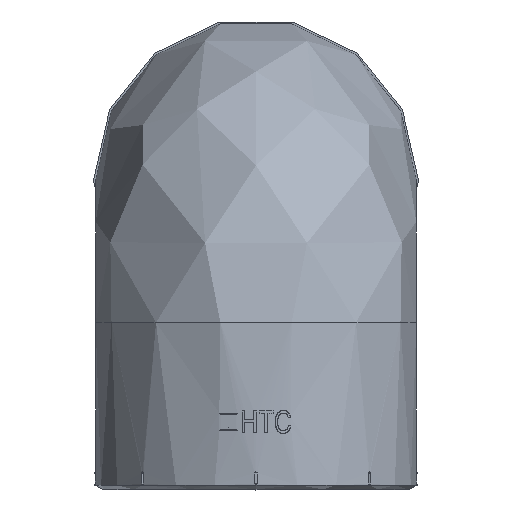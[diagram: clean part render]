
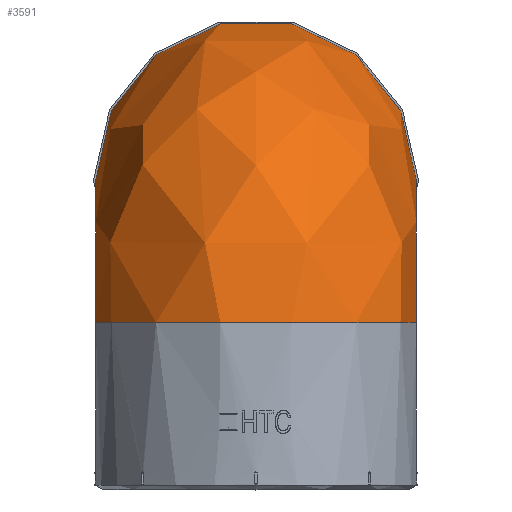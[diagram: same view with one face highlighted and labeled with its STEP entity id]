
A CAD part, top view. The second image highlights one B-rep face of the part: STEP entity #3591.
In plain terms, the highlighted free-form (B-spline) face has degree [4, 3] with [8, 9] control points.
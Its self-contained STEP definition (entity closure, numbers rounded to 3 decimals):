
#91=(
BOUNDED_SURFACE()
B_SPLINE_SURFACE(4,3,((#49963,#49964,#49965,#49966,#49967,#49968,#49969,
#49970,#49971),(#49972,#49973,#49974,#49975,#49976,#49977,#49978,#49979,
#49980),(#49981,#49982,#49983,#49984,#49985,#49986,#49987,#49988,#49989),
(#49990,#49991,#49992,#49993,#49994,#49995,#49996,#49997,#49998),(#49999,
#50000,#50001,#50002,#50003,#50004,#50005,#50006,#50007),(#50008,#50009,
#50010,#50011,#50012,#50013,#50014,#50015,#50016),(#50017,#50018,#50019,
#50020,#50021,#50022,#50023,#50024,#50025),(#50026,#50027,#50028,#50029,
#50030,#50031,#50032,#50033,#50034)),.UNSPECIFIED.,.F.,.F.,.F.)
B_SPLINE_SURFACE_WITH_KNOTS((5,3,5),(4,1,1,1,1,1,4),(0.,0.5,1.),(0.,0.223,
0.347,0.5,0.622,0.777,
1.),.UNSPECIFIED.)
GEOMETRIC_REPRESENTATION_ITEM()
RATIONAL_B_SPLINE_SURFACE(((1.017,1.017,1.017,
1.017,1.017,1.017,1.017,1.017,
1.017),(1.017,1.017,1.017,1.017,
1.017,1.017,1.017,1.017,1.017),
(0.958,0.958,0.958,0.958,
0.958,0.958,0.958,0.958,0.958),
(1.017,1.017,1.017,1.017,1.017,
1.017,1.017,1.017,1.017),(1.017,
1.017,1.017,1.017,1.017,1.017,
1.017,1.017,1.017),(0.958,0.958,
0.958,0.958,0.958,0.958,
0.958,0.958,0.958),(1.017,
1.017,1.017,1.017,1.017,1.017,
1.017,1.017,1.017),(1.017,1.017,
1.017,1.017,1.017,1.017,1.017,
1.017,1.017)))
REPRESENTATION_ITEM('')
SURFACE()
);
#1640=(
BOUNDED_CURVE()
B_SPLINE_CURVE(3,(#49239,#49240,#49241,#49242,#49243,#49244,#49245,#49246,
#49247),.UNSPECIFIED.,.F.,.F.)
B_SPLINE_CURVE_WITH_KNOTS((4,1,1,1,1,1,4),(0.,0.223,0.378,
0.5,0.653,0.777,1.),.UNSPECIFIED.)
CURVE()
GEOMETRIC_REPRESENTATION_ITEM()
RATIONAL_B_SPLINE_CURVE((1.017,1.017,1.017,
1.017,1.017,1.017,1.017,1.017,
1.017))
REPRESENTATION_ITEM('')
);
#1641=(
BOUNDED_CURVE()
B_SPLINE_CURVE(3,(#49285,#49286,#49287,#49288,#49289,#49290,#49291,#49292,
#49293),.UNSPECIFIED.,.F.,.F.)
B_SPLINE_CURVE_WITH_KNOTS((4,1,1,1,1,1,4),(0.,0.223,0.347,
0.5,0.622,0.777,1.),.UNSPECIFIED.)
CURVE()
GEOMETRIC_REPRESENTATION_ITEM()
RATIONAL_B_SPLINE_CURVE((1.017,1.017,1.017,
1.017,1.017,1.017,1.017,1.017,
1.017))
REPRESENTATION_ITEM('')
);
#1801=FACE_OUTER_BOUND('',#5684,.T.);
#3591=ADVANCED_FACE('',(#1801),#91,.T.);
#5684=EDGE_LOOP('',(#15517,#15518,#15519,#15520));
#15517=ORIENTED_EDGE('',*,*,#29319,.T.);
#15518=ORIENTED_EDGE('',*,*,#29321,.T.);
#15519=ORIENTED_EDGE('',*,*,#29317,.T.);
#15520=ORIENTED_EDGE('',*,*,#29196,.F.);
#25759=VERTEX_POINT('',#48324);
#25760=VERTEX_POINT('',#48325);
#25860=VERTEX_POINT('',#49248);
#25861=VERTEX_POINT('',#49284);
#29196=EDGE_CURVE('',#25759,#25760,#33273,.T.);
#29317=EDGE_CURVE('',#25860,#25760,#1640,.T.);
#29319=EDGE_CURVE('',#25759,#25861,#1641,.T.);
#29321=EDGE_CURVE('',#25861,#25860,#33326,.T.);
#33273=CIRCLE('',#34537,36.5);
#33326=CIRCLE('',#34602,36.5);
#34537=AXIS2_PLACEMENT_3D('',#48323,#39197,#39198);
#34602=AXIS2_PLACEMENT_3D('',#49961,#39357,#39358);
#39197=DIRECTION('',(0.,-1.,0.));
#39198=DIRECTION('',(0.,0.,1.));
#39357=DIRECTION('',(0.,0.,1.));
#39358=DIRECTION('',(-1.,0.,0.));
#48323=CARTESIAN_POINT('',(0.,-138.235,-713.65));
#48324=CARTESIAN_POINT('',(36.5,-138.235,-713.65));
#48325=CARTESIAN_POINT('',(-36.5,-138.235,-713.65));
#49239=CARTESIAN_POINT('',(-36.5,-105.735,-746.15));
#49240=CARTESIAN_POINT('',(-36.5,-105.734,-742.316));
#49241=CARTESIAN_POINT('',(-36.5,-106.868,-735.913));
#49242=CARTESIAN_POINT('',(-36.5,-110.771,-728.289));
#49243=CARTESIAN_POINT('',(-36.5,-115.449,-722.621));
#49244=CARTESIAN_POINT('',(-36.5,-120.823,-718.398));
#49245=CARTESIAN_POINT('',(-36.5,-128.513,-714.693));
#49246=CARTESIAN_POINT('',(-36.5,-134.411,-713.647));
#49247=CARTESIAN_POINT('',(-36.5,-138.235,-713.65));
#49248=CARTESIAN_POINT('',(-36.5,-105.735,-746.15));
#49284=CARTESIAN_POINT('',(36.5,-105.735,-746.15));
#49285=CARTESIAN_POINT('',(36.5,-138.235,-713.65));
#49286=CARTESIAN_POINT('',(36.5,-134.411,-713.647));
#49287=CARTESIAN_POINT('',(36.5,-128.513,-714.693));
#49288=CARTESIAN_POINT('',(36.5,-120.823,-718.398));
#49289=CARTESIAN_POINT('',(36.5,-115.449,-722.621));
#49290=CARTESIAN_POINT('',(36.5,-110.771,-728.289));
#49291=CARTESIAN_POINT('',(36.5,-106.868,-735.913));
#49292=CARTESIAN_POINT('',(36.5,-105.734,-742.316));
#49293=CARTESIAN_POINT('',(36.5,-105.735,-746.15));
#49961=CARTESIAN_POINT('',(0.,-105.735,-746.15));
#49963=CARTESIAN_POINT('',(-36.5,-138.235,-713.65));
#49964=CARTESIAN_POINT('',(-36.5,-134.411,-713.647));
#49965=CARTESIAN_POINT('',(-36.5,-128.513,-714.693));
#49966=CARTESIAN_POINT('',(-36.5,-120.823,-718.398));
#49967=CARTESIAN_POINT('',(-36.5,-115.449,-722.621));
#49968=CARTESIAN_POINT('',(-36.5,-110.771,-728.289));
#49969=CARTESIAN_POINT('',(-36.5,-106.868,-735.913));
#49970=CARTESIAN_POINT('',(-36.5,-105.734,-742.316));
#49971=CARTESIAN_POINT('',(-36.5,-105.735,-746.15));
#49972=CARTESIAN_POINT('',(-36.5,-138.235,-700.745));
#49973=CARTESIAN_POINT('',(-36.5,-132.923,-700.739));
#49974=CARTESIAN_POINT('',(-36.5,-124.652,-702.203));
#49975=CARTESIAN_POINT('',(-36.5,-113.896,-707.39));
#49976=CARTESIAN_POINT('',(-36.5,-106.401,-713.28));
#49977=CARTESIAN_POINT('',(-36.5,-99.877,-721.184));
#49978=CARTESIAN_POINT('',(-36.5,-94.415,-731.845));
#49979=CARTESIAN_POINT('',(-36.5,-92.826,-740.824));
#49980=CARTESIAN_POINT('',(-36.5,-92.83,-746.15));
#49981=CARTESIAN_POINT('',(-30.048,-138.235,-683.602));
#49982=CARTESIAN_POINT('',(-30.048,-130.947,-683.591));
#49983=CARTESIAN_POINT('',(-30.048,-119.523,-685.612));
#49984=CARTESIAN_POINT('',(-30.048,-104.695,-692.767));
#49985=CARTESIAN_POINT('',(-30.048,-94.381,-700.871));
#49986=CARTESIAN_POINT('',(-30.048,-85.405,-711.745));
#49987=CARTESIAN_POINT('',(-30.048,-77.872,-726.441));
#49988=CARTESIAN_POINT('',(-30.048,-75.68,-738.843));
#49989=CARTESIAN_POINT('',(-30.048,-75.687,-746.15));
#49990=CARTESIAN_POINT('',(-12.905,-138.235,-677.15));
#49991=CARTESIAN_POINT('',(-12.905,-130.203,-677.137));
#49992=CARTESIAN_POINT('',(-12.905,-117.593,-679.367));
#49993=CARTESIAN_POINT('',(-12.905,-101.231,-687.263));
#49994=CARTESIAN_POINT('',(-12.905,-89.857,-696.201));
#49995=CARTESIAN_POINT('',(-12.905,-79.958,-708.193));
#49996=CARTESIAN_POINT('',(-12.905,-71.645,-724.407));
#49997=CARTESIAN_POINT('',(-12.905,-69.226,-738.097));
#49998=CARTESIAN_POINT('',(-12.905,-69.235,-746.15));
#49999=CARTESIAN_POINT('',(12.905,-138.235,-677.15));
#50000=CARTESIAN_POINT('',(12.905,-130.203,-677.137));
#50001=CARTESIAN_POINT('',(12.905,-117.593,-679.367));
#50002=CARTESIAN_POINT('',(12.905,-101.231,-687.263));
#50003=CARTESIAN_POINT('',(12.905,-89.857,-696.201));
#50004=CARTESIAN_POINT('',(12.905,-79.958,-708.193));
#50005=CARTESIAN_POINT('',(12.905,-71.645,-724.407));
#50006=CARTESIAN_POINT('',(12.905,-69.226,-738.097));
#50007=CARTESIAN_POINT('',(12.905,-69.235,-746.15));
#50008=CARTESIAN_POINT('',(30.048,-138.235,-683.602));
#50009=CARTESIAN_POINT('',(30.048,-130.947,-683.591));
#50010=CARTESIAN_POINT('',(30.048,-119.523,-685.612));
#50011=CARTESIAN_POINT('',(30.048,-104.695,-692.767));
#50012=CARTESIAN_POINT('',(30.048,-94.381,-700.871));
#50013=CARTESIAN_POINT('',(30.048,-85.405,-711.745));
#50014=CARTESIAN_POINT('',(30.048,-77.872,-726.441));
#50015=CARTESIAN_POINT('',(30.048,-75.68,-738.843));
#50016=CARTESIAN_POINT('',(30.048,-75.687,-746.15));
#50017=CARTESIAN_POINT('',(36.5,-138.235,-700.745));
#50018=CARTESIAN_POINT('',(36.5,-132.923,-700.739));
#50019=CARTESIAN_POINT('',(36.5,-124.652,-702.203));
#50020=CARTESIAN_POINT('',(36.5,-113.896,-707.39));
#50021=CARTESIAN_POINT('',(36.5,-106.401,-713.28));
#50022=CARTESIAN_POINT('',(36.5,-99.877,-721.184));
#50023=CARTESIAN_POINT('',(36.5,-94.415,-731.845));
#50024=CARTESIAN_POINT('',(36.5,-92.826,-740.824));
#50025=CARTESIAN_POINT('',(36.5,-92.83,-746.15));
#50026=CARTESIAN_POINT('',(36.5,-138.235,-713.65));
#50027=CARTESIAN_POINT('',(36.5,-134.411,-713.647));
#50028=CARTESIAN_POINT('',(36.5,-128.513,-714.693));
#50029=CARTESIAN_POINT('',(36.5,-120.823,-718.398));
#50030=CARTESIAN_POINT('',(36.5,-115.449,-722.621));
#50031=CARTESIAN_POINT('',(36.5,-110.771,-728.289));
#50032=CARTESIAN_POINT('',(36.5,-106.868,-735.913));
#50033=CARTESIAN_POINT('',(36.5,-105.734,-742.316));
#50034=CARTESIAN_POINT('',(36.5,-105.735,-746.15));
